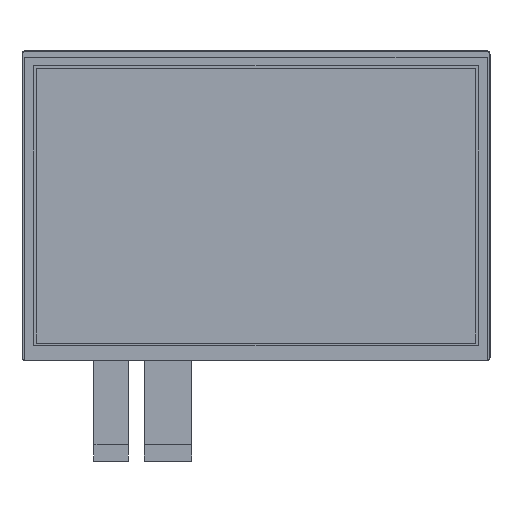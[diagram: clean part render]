
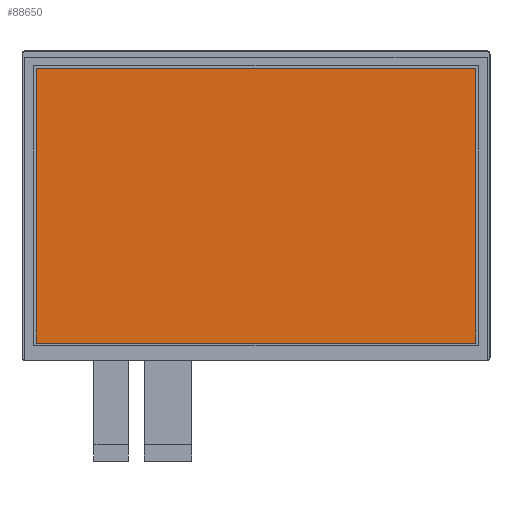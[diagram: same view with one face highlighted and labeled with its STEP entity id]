
A CAD part, top view. The second image highlights one B-rep face of the part: STEP entity #88650.
In plain terms, the highlighted planar face has unit normal (0, 0, 1).
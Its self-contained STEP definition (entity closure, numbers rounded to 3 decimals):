
#8617=FACE_OUTER_BOUND('',#13658,.T.);
#13658=EDGE_LOOP('',(#78307,#78308,#78309,#78310));
#23014=LINE('',#152003,#33229);
#23015=LINE('',#152005,#33230);
#23016=LINE('',#152007,#33231);
#23017=LINE('',#152008,#33232);
#33229=VECTOR('',#118349,10.);
#33230=VECTOR('',#118350,10.);
#33231=VECTOR('',#118351,10.);
#33232=VECTOR('',#118352,10.);
#41632=VERTEX_POINT('',#152001);
#41633=VERTEX_POINT('',#152002);
#41634=VERTEX_POINT('',#152004);
#41635=VERTEX_POINT('',#152006);
#54008=EDGE_CURVE('',#41632,#41633,#23014,.T.);
#54009=EDGE_CURVE('',#41633,#41634,#23015,.T.);
#54010=EDGE_CURVE('',#41634,#41635,#23016,.T.);
#54011=EDGE_CURVE('',#41635,#41632,#23017,.T.);
#78307=ORIENTED_EDGE('',*,*,#54008,.T.);
#78308=ORIENTED_EDGE('',*,*,#54009,.T.);
#78309=ORIENTED_EDGE('',*,*,#54010,.T.);
#78310=ORIENTED_EDGE('',*,*,#54011,.T.);
#83888=PLANE('',#95747);
#88650=ADVANCED_FACE('',(#8617),#83888,.T.);
#95747=AXIS2_PLACEMENT_3D('',#152000,#118347,#118348);
#118347=DIRECTION('center_axis',(0.,0.,1.));
#118348=DIRECTION('ref_axis',(1.,0.,0.));
#118349=DIRECTION('',(0.,-1.,0.));
#118350=DIRECTION('',(1.,0.,0.));
#118351=DIRECTION('',(0.,1.,0.));
#118352=DIRECTION('',(-1.,0.,0.));
#152000=CARTESIAN_POINT('Origin',(-0.17,-1.85,4.703));
#152001=CARTESIAN_POINT('',(-130.6,81.6,4.703));
#152002=CARTESIAN_POINT('',(-130.6,-81.6,4.703));
#152003=CARTESIAN_POINT('',(-130.6,39.875,4.703));
#152004=CARTESIAN_POINT('',(130.6,-81.6,4.703));
#152005=CARTESIAN_POINT('',(-65.385,-81.6,4.703));
#152006=CARTESIAN_POINT('',(130.6,81.6,4.703));
#152007=CARTESIAN_POINT('',(130.6,-41.725,4.703));
#152008=CARTESIAN_POINT('',(65.215,81.6,4.703));
